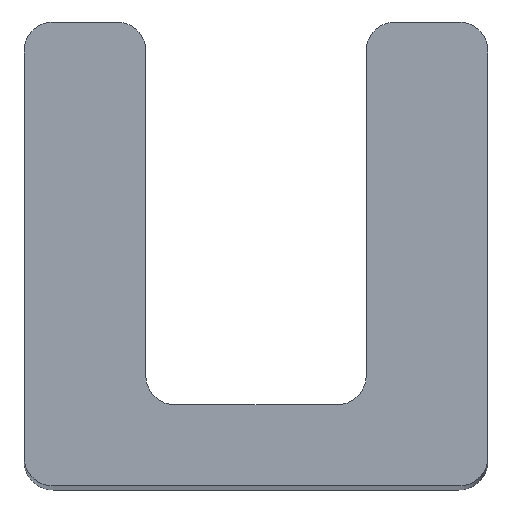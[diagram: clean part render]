
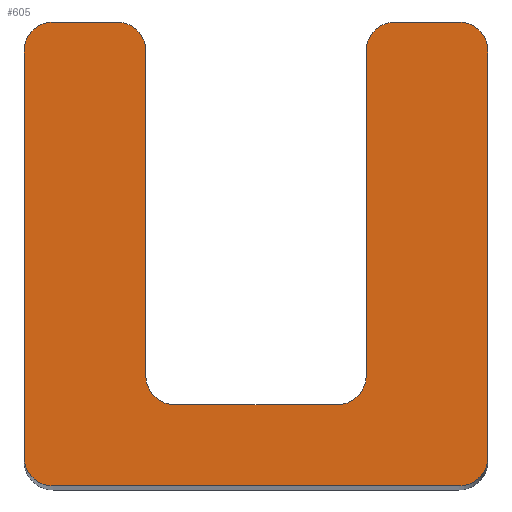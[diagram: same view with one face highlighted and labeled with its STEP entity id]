
A CAD part, top view. The second image highlights one B-rep face of the part: STEP entity #605.
In plain terms, the highlighted planar face has unit normal (0, 0, 1).
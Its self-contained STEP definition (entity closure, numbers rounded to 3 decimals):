
#20 = LINE ( 'NONE', #1800, #639 ) ;
#23 = VERTEX_POINT ( 'NONE', #169 ) ;
#26 = VERTEX_POINT ( 'NONE', #1927 ) ;
#50 = ORIENTED_EDGE ( 'NONE', *, *, #1742, .T. ) ;
#54 = CARTESIAN_POINT ( 'NONE',  ( -3.5, 7.5, 40. ) ) ;
#58 = VECTOR ( 'NONE', #415, 1000. ) ;
#77 = PLANE ( 'NONE',  #484 ) ;
#95 = ORIENTED_EDGE ( 'NONE', *, *, #272, .T. ) ;
#118 = ORIENTED_EDGE ( 'NONE', *, *, #1695, .T. ) ;
#169 = CARTESIAN_POINT ( 'NONE',  ( -1.9, 1.9, 40. ) ) ;
#203 = DIRECTION ( 'NONE',  ( 1., 0., 0. ) ) ;
#215 = DIRECTION ( 'NONE',  ( 0., -1., 0. ) ) ;
#222 = CARTESIAN_POINT ( 'NONE',  ( -4., 0.5, 40. ) ) ;
#227 = CARTESIAN_POINT ( 'NONE',  ( -1.62, 8., 40. ) ) ;
#272 = EDGE_CURVE ( 'NONE', #476, #1571, #1649, .T. ) ;
#274 = AXIS2_PLACEMENT_3D ( 'NONE', #1860, #887, #2011 ) ;
#280 = DIRECTION ( 'NONE',  ( 0., 0., 1. ) ) ;
#281 = CIRCLE ( 'NONE', #893, 0.5 ) ;
#285 = ORIENTED_EDGE ( 'NONE', *, *, #1986, .T. ) ;
#305 = CIRCLE ( 'NONE', #515, 0.5 ) ;
#331 = CARTESIAN_POINT ( 'NONE',  ( 3.5, 0.5, 40. ) ) ;
#332 = ORIENTED_EDGE ( 'NONE', *, *, #514, .F. ) ;
#360 = DIRECTION ( 'NONE',  ( 1., 0., 0. ) ) ;
#376 = CIRCLE ( 'NONE', #274, 0.5 ) ;
#385 = ORIENTED_EDGE ( 'NONE', *, *, #1751, .T. ) ;
#399 = VECTOR ( 'NONE', #830, 1000. ) ;
#415 = DIRECTION ( 'NONE',  ( 1., 0., 0. ) ) ;
#429 = CARTESIAN_POINT ( 'NONE',  ( 3.5, 7.5, 40. ) ) ;
#465 = LINE ( 'NONE', #1047, #58 ) ;
#476 = VERTEX_POINT ( 'NONE', #1785 ) ;
#479 = VERTEX_POINT ( 'NONE', #976 ) ;
#482 = DIRECTION ( 'NONE',  ( 1., 0., 0. ) ) ;
#484 = AXIS2_PLACEMENT_3D ( 'NONE', #227, #1503, #532 ) ;
#485 = EDGE_CURVE ( 'NONE', #501, #26, #1770, .T. ) ;
#498 = VERTEX_POINT ( 'NONE', #1938 ) ;
#500 = ORIENTED_EDGE ( 'NONE', *, *, #509, .T. ) ;
#501 = VERTEX_POINT ( 'NONE', #1630 ) ;
#504 = CARTESIAN_POINT ( 'NONE',  ( -1.62, 8., 40. ) ) ;
#509 = EDGE_CURVE ( 'NONE', #1780, #1915, #1244, .T. ) ;
#514 = EDGE_CURVE ( 'NONE', #1303, #1571, #807, .T. ) ;
#515 = AXIS2_PLACEMENT_3D ( 'NONE', #525, #1650, #676 ) ;
#525 = CARTESIAN_POINT ( 'NONE',  ( -1.4, 1.9, 40. ) ) ;
#532 = DIRECTION ( 'NONE',  ( 1., 0., 0. ) ) ;
#550 = DIRECTION ( 'NONE',  ( 0., -1., 0. ) ) ;
#568 = CIRCLE ( 'NONE', #933, 0.5 ) ;
#583 = DIRECTION ( 'NONE',  ( 1., 0., 0. ) ) ;
#596 = VERTEX_POINT ( 'NONE', #1008 ) ;
#605 = ADVANCED_FACE ( 'NONE', ( #1038 ), #77, .T. ) ;
#632 = EDGE_CURVE ( 'NONE', #983, #23, #661, .T. ) ;
#639 = VECTOR ( 'NONE', #215, 1000. ) ;
#661 = LINE ( 'NONE', #1677, #1795 ) ;
#667 = CARTESIAN_POINT ( 'NONE',  ( -3.5, 0.5, 40. ) ) ;
#674 = CARTESIAN_POINT ( 'NONE',  ( 1.9, 8., 40. ) ) ;
#676 = DIRECTION ( 'NONE',  ( 1., 0., 0. ) ) ;
#684 = AXIS2_PLACEMENT_3D ( 'NONE', #429, #1551, #583 ) ;
#695 = EDGE_CURVE ( 'NONE', #1915, #596, #465, .T. ) ;
#718 = CARTESIAN_POINT ( 'NONE',  ( -3.5, 0., 40. ) ) ;
#738 = CIRCLE ( 'NONE', #684, 0.5 ) ;
#754 = CARTESIAN_POINT ( 'NONE',  ( 1.9, 7.5, 40. ) ) ;
#755 = DIRECTION ( 'NONE',  ( 0., 0., -1. ) ) ;
#758 = CARTESIAN_POINT ( 'NONE',  ( -2.4, 8., 40. ) ) ;
#767 = VECTOR ( 'NONE', #826, 1000. ) ;
#782 = CARTESIAN_POINT ( 'NONE',  ( -1.62, 8., 40. ) ) ;
#807 = LINE ( 'NONE', #1639, #2042 ) ;
#825 = DIRECTION ( 'NONE',  ( 1., 0., 0. ) ) ;
#826 = DIRECTION ( 'NONE',  ( 0., 1., 0. ) ) ;
#830 = DIRECTION ( 'NONE',  ( 0., 1., 0. ) ) ;
#841 = ORIENTED_EDGE ( 'NONE', *, *, #1944, .T. ) ;
#864 = ORIENTED_EDGE ( 'NONE', *, *, #1383, .T. ) ;
#877 = ORIENTED_EDGE ( 'NONE', *, *, #1744, .F. ) ;
#887 = DIRECTION ( 'NONE',  ( 0., 0., 1. ) ) ;
#893 = AXIS2_PLACEMENT_3D ( 'NONE', #1230, #280, #1393 ) ;
#898 = ORIENTED_EDGE ( 'NONE', *, *, #695, .T. ) ;
#918 = LINE ( 'NONE', #504, #1351 ) ;
#933 = AXIS2_PLACEMENT_3D ( 'NONE', #331, #1441, #482 ) ;
#976 = CARTESIAN_POINT ( 'NONE',  ( 2.4, 8., 40. ) ) ;
#983 = VERTEX_POINT ( 'NONE', #1396 ) ;
#1008 = CARTESIAN_POINT ( 'NONE',  ( 3.5, 0., 40. ) ) ;
#1012 = ORIENTED_EDGE ( 'NONE', *, *, #632, .F. ) ;
#1026 = VERTEX_POINT ( 'NONE', #754 ) ;
#1038 = FACE_OUTER_BOUND ( 'NONE', #1327, .T. ) ;
#1047 = CARTESIAN_POINT ( 'NONE',  ( -4., 0., 40. ) ) ;
#1115 = EDGE_CURVE ( 'NONE', #1463, #501, #1425, .T. ) ;
#1132 = EDGE_CURVE ( 'NONE', #596, #1305, #568, .T. ) ;
#1149 = DIRECTION ( 'NONE',  ( 0., 0., 1. ) ) ;
#1197 = LINE ( 'NONE', #674, #399 ) ;
#1230 = CARTESIAN_POINT ( 'NONE',  ( -2.4, 7.5, 40. ) ) ;
#1231 = ORIENTED_EDGE ( 'NONE', *, *, #1282, .T. ) ;
#1244 = CIRCLE ( 'NONE', #1606, 0.5 ) ;
#1276 = ORIENTED_EDGE ( 'NONE', *, *, #485, .T. ) ;
#1279 = CARTESIAN_POINT ( 'NONE',  ( 1.4, 1.4, 40. ) ) ;
#1282 = EDGE_CURVE ( 'NONE', #26, #1780, #20, .T. ) ;
#1303 = VERTEX_POINT ( 'NONE', #1314 ) ;
#1305 = VERTEX_POINT ( 'NONE', #1488 ) ;
#1314 = CARTESIAN_POINT ( 'NONE',  ( -1.4, 1.4, 40. ) ) ;
#1317 = AXIS2_PLACEMENT_3D ( 'NONE', #1730, #755, #1888 ) ;
#1318 = CARTESIAN_POINT ( 'NONE',  ( 4., 8., 40. ) ) ;
#1327 = EDGE_LOOP ( 'NONE', ( #118, #841, #877, #95, #332, #385, #1012, #864, #1530, #1276, #1231, #500, #898, #1999, #50, #285 ) ) ;
#1351 = VECTOR ( 'NONE', #1468, 1000. ) ;
#1383 = EDGE_CURVE ( 'NONE', #983, #1463, #281, .T. ) ;
#1393 = DIRECTION ( 'NONE',  ( 1., 0., 0. ) ) ;
#1396 = CARTESIAN_POINT ( 'NONE',  ( -1.9, 7.5, 40. ) ) ;
#1425 = LINE ( 'NONE', #782, #1798 ) ;
#1441 = DIRECTION ( 'NONE',  ( 0., 0., 1. ) ) ;
#1463 = VERTEX_POINT ( 'NONE', #758 ) ;
#1468 = DIRECTION ( 'NONE',  ( -1., 0., 0. ) ) ;
#1488 = CARTESIAN_POINT ( 'NONE',  ( 4., 0.5, 40. ) ) ;
#1495 = AXIS2_PLACEMENT_3D ( 'NONE', #54, #1149, #203 ) ;
#1503 = DIRECTION ( 'NONE',  ( 0., 0., 1. ) ) ;
#1530 = ORIENTED_EDGE ( 'NONE', *, *, #1115, .T. ) ;
#1551 = DIRECTION ( 'NONE',  ( 0., 0., 1. ) ) ;
#1557 = VERTEX_POINT ( 'NONE', #1759 ) ;
#1571 = VERTEX_POINT ( 'NONE', #1279 ) ;
#1606 = AXIS2_PLACEMENT_3D ( 'NONE', #667, #1792, #825 ) ;
#1630 = CARTESIAN_POINT ( 'NONE',  ( -3.5, 8., 40. ) ) ;
#1639 = CARTESIAN_POINT ( 'NONE',  ( -1.9, 1.4, 40. ) ) ;
#1649 = CIRCLE ( 'NONE', #1317, 0.5 ) ;
#1650 = DIRECTION ( 'NONE',  ( 0., 0., -1. ) ) ;
#1677 = CARTESIAN_POINT ( 'NONE',  ( -1.9, 8., 40. ) ) ;
#1695 = EDGE_CURVE ( 'NONE', #1557, #479, #918, .T. ) ;
#1730 = CARTESIAN_POINT ( 'NONE',  ( 1.4, 1.9, 40. ) ) ;
#1742 = EDGE_CURVE ( 'NONE', #1305, #498, #2047, .T. ) ;
#1744 = EDGE_CURVE ( 'NONE', #476, #1026, #1197, .T. ) ;
#1751 = EDGE_CURVE ( 'NONE', #1303, #23, #305, .T. ) ;
#1759 = CARTESIAN_POINT ( 'NONE',  ( 3.5, 8., 40. ) ) ;
#1770 = CIRCLE ( 'NONE', #1495, 0.5 ) ;
#1780 = VERTEX_POINT ( 'NONE', #222 ) ;
#1785 = CARTESIAN_POINT ( 'NONE',  ( 1.9, 1.9, 40. ) ) ;
#1792 = DIRECTION ( 'NONE',  ( 0., 0., 1. ) ) ;
#1795 = VECTOR ( 'NONE', #550, 1000. ) ;
#1798 = VECTOR ( 'NONE', #1913, 1000. ) ;
#1800 = CARTESIAN_POINT ( 'NONE',  ( -4., 8., 40. ) ) ;
#1860 = CARTESIAN_POINT ( 'NONE',  ( 2.4, 7.5, 40. ) ) ;
#1888 = DIRECTION ( 'NONE',  ( 1., 0., 0. ) ) ;
#1913 = DIRECTION ( 'NONE',  ( -1., 0., 0. ) ) ;
#1915 = VERTEX_POINT ( 'NONE', #718 ) ;
#1927 = CARTESIAN_POINT ( 'NONE',  ( -4., 7.5, 40. ) ) ;
#1938 = CARTESIAN_POINT ( 'NONE',  ( 4., 7.5, 40. ) ) ;
#1944 = EDGE_CURVE ( 'NONE', #479, #1026, #376, .T. ) ;
#1986 = EDGE_CURVE ( 'NONE', #498, #1557, #738, .T. ) ;
#1999 = ORIENTED_EDGE ( 'NONE', *, *, #1132, .T. ) ;
#2011 = DIRECTION ( 'NONE',  ( 1., 0., 0. ) ) ;
#2042 = VECTOR ( 'NONE', #360, 1000. ) ;
#2047 = LINE ( 'NONE', #1318, #767 ) ;
